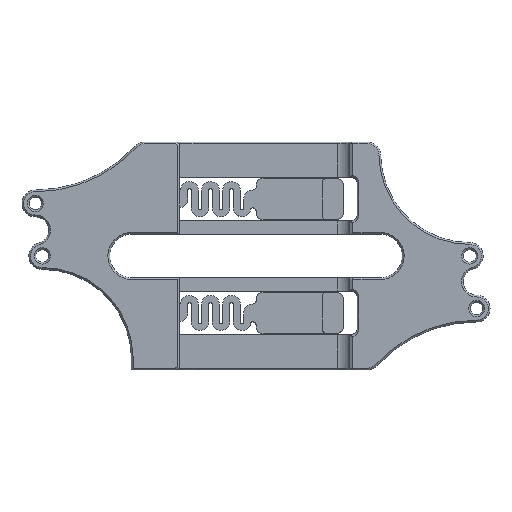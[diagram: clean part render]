
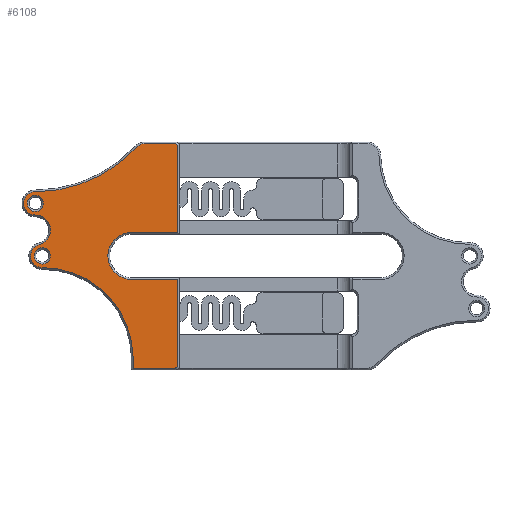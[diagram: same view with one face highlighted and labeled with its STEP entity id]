
A CAD part, top view. The second image highlights one B-rep face of the part: STEP entity #6108.
In plain terms, the highlighted planar face has unit normal (0, 0, 1).
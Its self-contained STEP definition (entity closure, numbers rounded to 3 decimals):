
#124=FACE_BOUND('',#2306,.T.);
#125=FACE_BOUND('',#2307,.T.);
#159=CIRCLE('',#6526,0.6);
#160=CIRCLE('',#6527,5.35);
#161=CIRCLE('',#6528,0.6);
#162=CIRCLE('',#6529,2.65);
#163=CIRCLE('',#6530,31.259);
#164=CIRCLE('',#6531,2.65);
#165=CIRCLE('',#6532,3.453);
#166=CIRCLE('',#6533,2.65);
#167=CIRCLE('',#6534,20.74);
#168=CIRCLE('',#6535,1.85);
#169=CIRCLE('',#6536,1.85);
#415=PLANE('',#6525);
#580=ELLIPSE('',#6521,0.693,0.4);
#662=LINE('',#9437,#1252);
#663=LINE('',#9444,#1253);
#664=LINE('',#9448,#1254);
#665=LINE('',#9450,#1255);
#666=LINE('',#9454,#1256);
#667=LINE('',#9456,#1257);
#668=LINE('',#9460,#1258);
#1252=VECTOR('',#7305,10.);
#1253=VECTOR('',#7308,10.);
#1254=VECTOR('',#7311,10.);
#1255=VECTOR('',#7312,10.);
#1256=VECTOR('',#7315,10.);
#1257=VECTOR('',#7316,10.);
#1258=VECTOR('',#7319,10.);
#1930=FACE_OUTER_BOUND('',#2305,.T.);
#2305=EDGE_LOOP('',(#4330,#4331,#4332,#4333,#4334,#4335,#4336,#4337,#4338,
#4339,#4340,#4341,#4342,#4343,#4344,#4345,#4346));
#2306=EDGE_LOOP('',(#4347));
#2307=EDGE_LOOP('',(#4348));
#2762=VERTEX_POINT('',#9416);
#2763=VERTEX_POINT('',#9418);
#2769=VERTEX_POINT('',#9436);
#2770=VERTEX_POINT('',#9443);
#2771=VERTEX_POINT('',#9445);
#2772=VERTEX_POINT('',#9447);
#2773=VERTEX_POINT('',#9449);
#2774=VERTEX_POINT('',#9451);
#2775=VERTEX_POINT('',#9453);
#2776=VERTEX_POINT('',#9455);
#2777=VERTEX_POINT('',#9457);
#2778=VERTEX_POINT('',#9459);
#2779=VERTEX_POINT('',#9461);
#2780=VERTEX_POINT('',#9463);
#2781=VERTEX_POINT('',#9465);
#2782=VERTEX_POINT('',#9467);
#2783=VERTEX_POINT('',#9469);
#2784=VERTEX_POINT('',#9472);
#2785=VERTEX_POINT('',#9474);
#3349=EDGE_CURVE('',#2762,#2763,#580,.T.);
#3357=EDGE_CURVE('',#2763,#2769,#662,.T.);
#3359=EDGE_CURVE('',#2770,#2762,#663,.T.);
#3360=EDGE_CURVE('',#2771,#2770,#159,.T.);
#3361=EDGE_CURVE('',#2772,#2771,#664,.T.);
#3362=EDGE_CURVE('',#2773,#2772,#665,.T.);
#3363=EDGE_CURVE('',#2774,#2773,#160,.T.);
#3364=EDGE_CURVE('',#2775,#2774,#666,.T.);
#3365=EDGE_CURVE('',#2776,#2775,#667,.T.);
#3366=EDGE_CURVE('',#2777,#2776,#161,.T.);
#3367=EDGE_CURVE('',#2778,#2777,#668,.T.);
#3368=EDGE_CURVE('',#2779,#2778,#162,.T.);
#3369=EDGE_CURVE('',#2780,#2779,#163,.T.);
#3370=EDGE_CURVE('',#2781,#2780,#164,.T.);
#3371=EDGE_CURVE('',#2782,#2781,#165,.T.);
#3372=EDGE_CURVE('',#2783,#2782,#166,.T.);
#3373=EDGE_CURVE('',#2769,#2783,#167,.T.);
#3374=EDGE_CURVE('',#2784,#2784,#168,.T.);
#3375=EDGE_CURVE('',#2785,#2785,#169,.T.);
#4330=ORIENTED_EDGE('',*,*,#3349,.F.);
#4331=ORIENTED_EDGE('',*,*,#3359,.F.);
#4332=ORIENTED_EDGE('',*,*,#3360,.F.);
#4333=ORIENTED_EDGE('',*,*,#3361,.F.);
#4334=ORIENTED_EDGE('',*,*,#3362,.F.);
#4335=ORIENTED_EDGE('',*,*,#3363,.F.);
#4336=ORIENTED_EDGE('',*,*,#3364,.F.);
#4337=ORIENTED_EDGE('',*,*,#3365,.F.);
#4338=ORIENTED_EDGE('',*,*,#3366,.F.);
#4339=ORIENTED_EDGE('',*,*,#3367,.F.);
#4340=ORIENTED_EDGE('',*,*,#3368,.F.);
#4341=ORIENTED_EDGE('',*,*,#3369,.F.);
#4342=ORIENTED_EDGE('',*,*,#3370,.F.);
#4343=ORIENTED_EDGE('',*,*,#3371,.F.);
#4344=ORIENTED_EDGE('',*,*,#3372,.F.);
#4345=ORIENTED_EDGE('',*,*,#3373,.F.);
#4346=ORIENTED_EDGE('',*,*,#3357,.F.);
#4347=ORIENTED_EDGE('',*,*,#3374,.F.);
#4348=ORIENTED_EDGE('',*,*,#3375,.F.);
#6108=ADVANCED_FACE('',(#1930,#124,#125),#415,.T.);
#6521=AXIS2_PLACEMENT_3D('',#9419,#7292,#7293);
#6525=AXIS2_PLACEMENT_3D('',#9442,#7306,#7307);
#6526=AXIS2_PLACEMENT_3D('',#9446,#7309,#7310);
#6527=AXIS2_PLACEMENT_3D('',#9452,#7313,#7314);
#6528=AXIS2_PLACEMENT_3D('',#9458,#7317,#7318);
#6529=AXIS2_PLACEMENT_3D('',#9462,#7320,#7321);
#6530=AXIS2_PLACEMENT_3D('',#9464,#7322,#7323);
#6531=AXIS2_PLACEMENT_3D('',#9466,#7324,#7325);
#6532=AXIS2_PLACEMENT_3D('',#9468,#7326,#7327);
#6533=AXIS2_PLACEMENT_3D('',#9470,#7328,#7329);
#6534=AXIS2_PLACEMENT_3D('',#9471,#7330,#7331);
#6535=AXIS2_PLACEMENT_3D('',#9473,#7332,#7333);
#6536=AXIS2_PLACEMENT_3D('',#9475,#7334,#7335);
#7292=DIRECTION('center_axis',(0.,0.,
-1.));
#7293=DIRECTION('ref_axis',(-0.707,-0.707,0.));
#7305=DIRECTION('',(0.,1.,0.));
#7306=DIRECTION('center_axis',(0.,0.,
1.));
#7307=DIRECTION('ref_axis',(-1.,0.,0.));
#7308=DIRECTION('',(-1.,0.,0.));
#7309=DIRECTION('center_axis',(0.,0.,
-1.));
#7310=DIRECTION('ref_axis',(0.707,-0.707,0.));
#7311=DIRECTION('',(0.,-1.,0.));
#7312=DIRECTION('',(1.,0.,0.));
#7313=DIRECTION('center_axis',(0.,0.,
1.));
#7314=DIRECTION('ref_axis',(0.,-1.,0.));
#7315=DIRECTION('',(-1.,0.,0.));
#7316=DIRECTION('',(0.,-1.,0.));
#7317=DIRECTION('center_axis',(0.,0.,
-1.));
#7318=DIRECTION('ref_axis',(0.707,0.707,0.));
#7319=DIRECTION('',(1.,0.,0.));
#7320=DIRECTION('center_axis',(0.,0.,
-1.));
#7321=DIRECTION('ref_axis',(-1.,0.,0.));
#7322=DIRECTION('center_axis',(0.,0.,
1.));
#7323=DIRECTION('ref_axis',(0.736,-0.677,0.));
#7324=DIRECTION('center_axis',(0.,0.,
-1.));
#7325=DIRECTION('ref_axis',(-1.,0.,0.));
#7326=DIRECTION('center_axis',(0.,0.,
1.));
#7327=DIRECTION('ref_axis',(0.,1.,0.));
#7328=DIRECTION('center_axis',(0.,0.,
-1.));
#7329=DIRECTION('ref_axis',(-1.,0.,0.));
#7330=DIRECTION('center_axis',(0.,0.,
1.));
#7331=DIRECTION('ref_axis',(0.,1.,0.));
#7332=DIRECTION('center_axis',(0.,0.,
1.));
#7333=DIRECTION('ref_axis',(-1.,0.,0.));
#7334=DIRECTION('center_axis',(0.,0.,
1.));
#7335=DIRECTION('ref_axis',(-1.,0.,0.));
#9416=CARTESIAN_POINT('',(21.019,-25.6,0.));
#9418=CARTESIAN_POINT('',(20.736,-25.317,0.));
#9419=CARTESIAN_POINT('Origin',(21.301,-25.034,0.));
#9436=CARTESIAN_POINT('',(20.736,-22.976,0.));
#9437=CARTESIAN_POINT('',(20.736,-19.5,0.));
#9442=CARTESIAN_POINT('Origin',(48.786,-13.,0.));
#9443=CARTESIAN_POINT('',(30.286,-25.6,0.));
#9444=CARTESIAN_POINT('',(40.036,-25.6,0.));
#9445=CARTESIAN_POINT('',(30.886,-25.,0.));
#9446=CARTESIAN_POINT('Origin',(30.286,-25.,0.));
#9447=CARTESIAN_POINT('',(30.886,-5.35,0.));
#9448=CARTESIAN_POINT('',(30.886,-8.,0.));
#9449=CARTESIAN_POINT('',(20.336,-5.35,0.));
#9450=CARTESIAN_POINT('',(34.561,-5.35,0.));
#9451=CARTESIAN_POINT('',(20.336,5.35,0.));
#9452=CARTESIAN_POINT('Origin',(20.336,0.,0.));
#9453=CARTESIAN_POINT('',(30.886,5.35,0.));
#9454=CARTESIAN_POINT('',(63.011,5.35,0.));
#9455=CARTESIAN_POINT('',(30.886,25.,0.));
#9456=CARTESIAN_POINT('',(30.886,5.,0.));
#9457=CARTESIAN_POINT('',(30.286,25.6,0.));
#9458=CARTESIAN_POINT('Origin',(30.286,25.,0.));
#9459=CARTESIAN_POINT('',(23.386,25.6,0.));
#9460=CARTESIAN_POINT('',(35.036,25.6,0.));
#9461=CARTESIAN_POINT('',(21.436,24.744,0.));
#9462=CARTESIAN_POINT('Origin',(23.386,22.95,0.));
#9463=CARTESIAN_POINT('',(-1.568,14.65,0.));
#9464=CARTESIAN_POINT('Origin',(-1.568,45.909,0.));
#9465=CARTESIAN_POINT('',(-1.568,9.35,0.));
#9466=CARTESIAN_POINT('Origin',(-1.568,12.,0.));
#9467=CARTESIAN_POINT('',(-0.681,2.561,0.));
#9468=CARTESIAN_POINT('Origin',(-1.568,5.897,0.));
#9469=CARTESIAN_POINT('',(0.,-2.65,0.));
#9470=CARTESIAN_POINT('Origin',(0.,0.,0.));
#9471=CARTESIAN_POINT('Origin',(0.,-23.39,0.));
#9472=CARTESIAN_POINT('',(1.85,0.,0.));
#9473=CARTESIAN_POINT('Origin',(0.,0.,0.));
#9474=CARTESIAN_POINT('',(0.282,12.,0.));
#9475=CARTESIAN_POINT('Origin',(-1.568,12.,0.));
